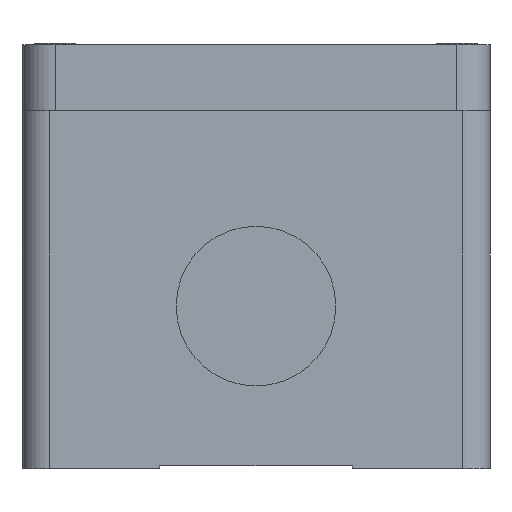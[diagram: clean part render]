
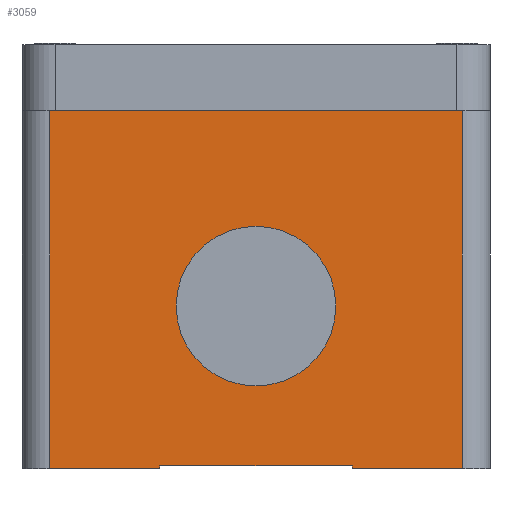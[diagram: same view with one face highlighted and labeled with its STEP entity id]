
A CAD part, front view. The second image highlights one B-rep face of the part: STEP entity #3059.
In plain terms, the highlighted planar face has unit normal (0, -1, 0).
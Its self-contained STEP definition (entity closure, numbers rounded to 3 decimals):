
#112=DIRECTION('',(1.,0.,0.));
#113=VECTOR('',#112,20.);
#114=CARTESIAN_POINT('',(5.,0.,0.));
#115=LINE('',#114,#113);
#155=DIRECTION('',(1.,0.,0.));
#156=VECTOR('',#155,20.);
#157=CARTESIAN_POINT('',(60.,0.,0.));
#158=LINE('',#157,#156);
#250=DIRECTION('',(1.,0.,0.));
#251=VECTOR('',#250,75.);
#252=CARTESIAN_POINT('',(5.,0.,65.));
#253=LINE('',#252,#251);
#1049=CARTESIAN_POINT('',(42.5,0.,29.5));
#1050=DIRECTION('',(0.,-1.,0.));
#1051=DIRECTION('',(1.,0.,0.));
#1052=AXIS2_PLACEMENT_3D('',#1049,#1050,#1051);
#1054=CARTESIAN_POINT('',(42.5,0.,29.5));
#1055=DIRECTION('',(0.,-1.,0.));
#1056=DIRECTION('',(-1.,0.,0.));
#1057=AXIS2_PLACEMENT_3D('',#1054,#1055,#1056);
#1059=DIRECTION('',(0.,0.,-1.));
#1060=VECTOR('',#1059,65.);
#1061=CARTESIAN_POINT('',(5.,0.,65.));
#1062=LINE('',#1061,#1060);
#1063=DIRECTION('',(0.,0.,-1.));
#1064=VECTOR('',#1063,65.);
#1065=CARTESIAN_POINT('',(80.,0.,65.));
#1066=LINE('',#1065,#1064);
#1067=DIRECTION('',(0.,0.,1.));
#1068=VECTOR('',#1067,0.5);
#1069=CARTESIAN_POINT('',(60.,0.,0.));
#1070=LINE('',#1069,#1068);
#1071=DIRECTION('',(1.,0.,0.));
#1072=VECTOR('',#1071,35.);
#1073=CARTESIAN_POINT('',(25.,0.,0.5));
#1074=LINE('',#1073,#1072);
#1075=DIRECTION('',(0.,0.,1.));
#1076=VECTOR('',#1075,0.5);
#1077=CARTESIAN_POINT('',(25.,0.,0.));
#1078=LINE('',#1077,#1076);
#1297=CARTESIAN_POINT('',(60.,0.,0.));
#1298=VERTEX_POINT('',#1297);
#1299=CARTESIAN_POINT('',(25.,0.,0.));
#1301=VERTEX_POINT('',#1299);
#1315=CARTESIAN_POINT('',(25.,0.,0.5));
#1316=CARTESIAN_POINT('',(60.,0.,0.5));
#1317=VERTEX_POINT('',#1315);
#1318=VERTEX_POINT('',#1316);
#1515=CARTESIAN_POINT('',(5.,0.,0.));
#1517=VERTEX_POINT('',#1515);
#1521=CARTESIAN_POINT('',(5.,0.,65.));
#1522=VERTEX_POINT('',#1521);
#1524=CARTESIAN_POINT('',(80.,0.,0.));
#1526=VERTEX_POINT('',#1524);
#1527=CARTESIAN_POINT('',(80.,0.,65.));
#1528=VERTEX_POINT('',#1527);
#1651=CARTESIAN_POINT('',(57.,0.,29.5));
#1652=CARTESIAN_POINT('',(28.,0.,29.5));
#1653=VERTEX_POINT('',#1651);
#1654=VERTEX_POINT('',#1652);
#3034=CARTESIAN_POINT('',(0.,0.,0.));
#3035=DIRECTION('',(0.,-1.,0.));
#3036=DIRECTION('',(1.,0.,0.));
#3037=AXIS2_PLACEMENT_3D('',#3034,#3035,#3036);
#3038=PLANE('',#3037);
#3040=ORIENTED_EDGE('',*,*,#3039,.F.);
#3041=ORIENTED_EDGE('',*,*,#1781,.T.);
#3043=ORIENTED_EDGE('',*,*,#3042,.T.);
#3044=ORIENTED_EDGE('',*,*,#1740,.F.);
#3046=ORIENTED_EDGE('',*,*,#3045,.T.);
#3048=ORIENTED_EDGE('',*,*,#3047,.F.);
#3050=ORIENTED_EDGE('',*,*,#3049,.F.);
#3051=ORIENTED_EDGE('',*,*,#1712,.F.);
#3052=EDGE_LOOP('',(#3040,#3041,#3043,#3044,#3046,#3048,#3050,#3051));
#3053=FACE_OUTER_BOUND('',#3052,.F.);
#3054=ORIENTED_EDGE('',*,*,#3024,.T.);
#3056=ORIENTED_EDGE('',*,*,#3055,.T.);
#3057=EDGE_LOOP('',(#3054,#3056));
#3058=FACE_BOUND('',#3057,.F.);
#1053=CIRCLE('',#1052,14.5);
#1058=CIRCLE('',#1057,14.5);
#1712=EDGE_CURVE('',#1517,#1301,#115,.T.);
#1740=EDGE_CURVE('',#1298,#1526,#158,.T.);
#1781=EDGE_CURVE('',#1522,#1528,#253,.T.);
#3024=EDGE_CURVE('',#1653,#1654,#1053,.T.);
#3039=EDGE_CURVE('',#1522,#1517,#1062,.T.);
#3042=EDGE_CURVE('',#1528,#1526,#1066,.T.);
#3045=EDGE_CURVE('',#1298,#1318,#1070,.T.);
#3047=EDGE_CURVE('',#1317,#1318,#1074,.T.);
#3049=EDGE_CURVE('',#1301,#1317,#1078,.T.);
#3055=EDGE_CURVE('',#1654,#1653,#1058,.T.);
#3059=ADVANCED_FACE('',(#3053,#3058),#3038,.T.);
